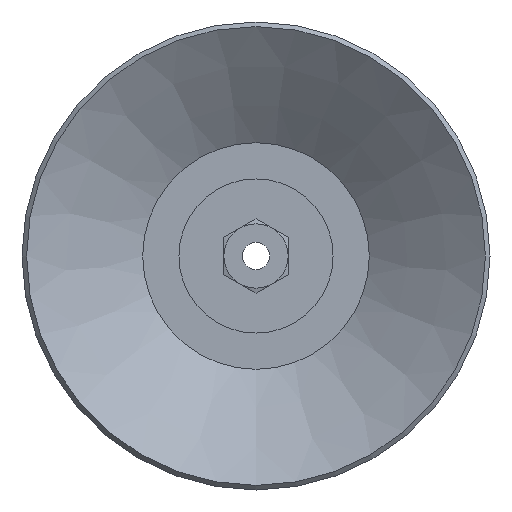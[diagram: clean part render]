
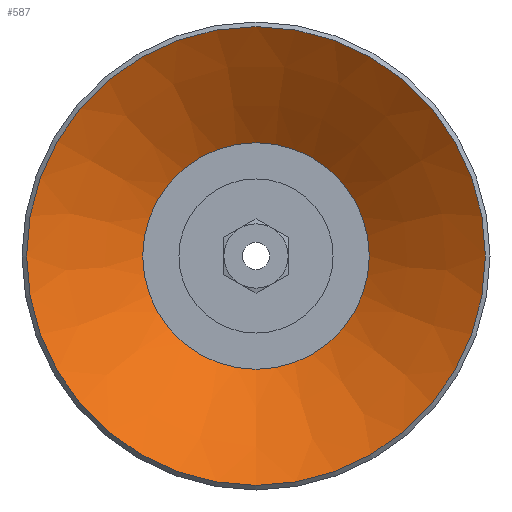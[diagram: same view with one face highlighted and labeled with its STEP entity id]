
A CAD part, front view. The second image highlights one B-rep face of the part: STEP entity #587.
In plain terms, the highlighted conical face has half-angle 54.583 degrees and reference radius 50 mm.
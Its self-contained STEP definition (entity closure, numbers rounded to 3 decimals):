
#66=CONICAL_SURFACE('',#633,50.,0.953);
#95=ORIENTED_EDGE('',*,*,#177,.F.);
#96=ORIENTED_EDGE('',*,*,#176,.T.);
#176=EDGE_CURVE('',#222,#222,#256,.T.);
#177=EDGE_CURVE('',#223,#223,#257,.T.);
#222=VERTEX_POINT('',#812);
#223=VERTEX_POINT('',#815);
#256=CIRCLE('',#632,50.);
#257=CIRCLE('',#634,24.688);
#289=EDGE_LOOP('',(#95));
#290=EDGE_LOOP('',(#96));
#335=FACE_BOUND('',#289,.T.);
#336=FACE_BOUND('',#290,.T.);
#587=ADVANCED_FACE('',(#335,#336),#66,.F.);
#632=AXIS2_PLACEMENT_3D('',#811,#707,#708);
#633=AXIS2_PLACEMENT_3D('',#813,#709,#710);
#634=AXIS2_PLACEMENT_3D('',#814,#711,#712);
#707=DIRECTION('',(0.,-1.,0.));
#708=DIRECTION('',(0.,0.,-1.));
#709=DIRECTION('',(0.,-1.,0.));
#710=DIRECTION('',(0.,0.,-1.));
#711=DIRECTION('',(0.,-1.,0.));
#712=DIRECTION('',(0.,0.,-1.));
#811=CARTESIAN_POINT('',(0.,0.,0.));
#812=CARTESIAN_POINT('',(0.,0.,-50.));
#813=CARTESIAN_POINT('',(0.,0.,0.));
#814=CARTESIAN_POINT('',(0.,18.,0.));
#815=CARTESIAN_POINT('',(0.,18.,-24.688));
